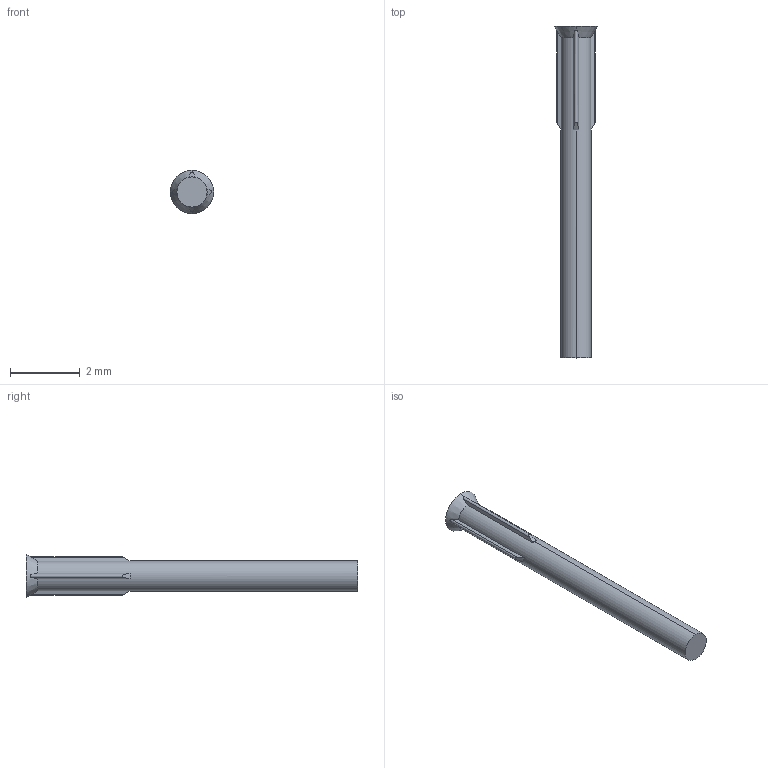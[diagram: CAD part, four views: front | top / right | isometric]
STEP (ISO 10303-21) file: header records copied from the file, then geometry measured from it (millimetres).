
FILE_DESCRIPTION((''),'2;1');
FILE_NAME('51513110375F_SW0001','2022-05-19T11:26:28',('ldichoso'),(''),'CREO PARAMETRIC BY PTC INC, 2021304','CREO PARAMETRIC BY PTC INC, 2021304','');
FILE_SCHEMA(('CONFIG_CONTROL_DESIGN'));
Length unit declared in the file: inch
Products named in the file (1): 51513110375F_SW0001
Bounding box: 1.24 x 9.53 x 1.24 mm (x, y, z)
Surface area: 29.9 mm2 (no closed solid volume)
Topology: 0 solids, 1 shells, 22 faces, 60 edges, 40 vertices
Faces by surface type: plane 10, cylinder 6, cone 6
Entity records: 842 total; most frequent: CARTESIAN_POINT 278, ORIENTED_EDGE 120, DIRECTION 92, EDGE_CURVE 60, VERTEX_POINT 40, AXIS2_PLACEMENT_3D 36, B_SPLINE_CURVE_WITH_KNOTS 26, EDGE_LOOP 22
